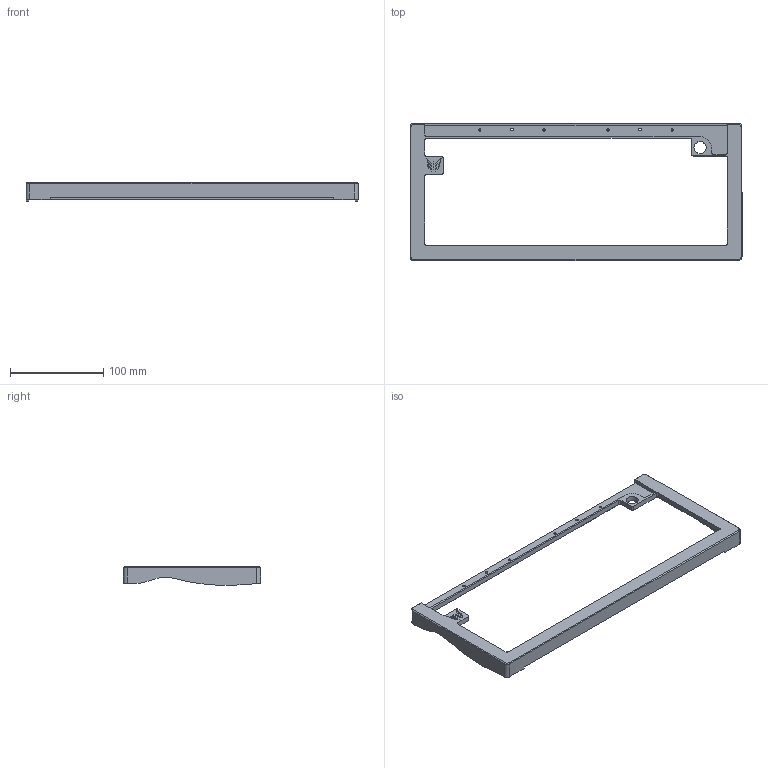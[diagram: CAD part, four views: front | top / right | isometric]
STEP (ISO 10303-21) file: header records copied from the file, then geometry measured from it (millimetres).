
FILE_DESCRIPTION (( 'STEP AP214' ), '1' );
FILE_NAME ('Orthonite87_Top_Housing.STEP', '2021-08-26T05:25:46', ( '' ), ( '' ), 'SwSTEP 2.0', 'SolidWorks 2021', '' );
FILE_SCHEMA (( 'AUTOMOTIVE_DESIGN' ));
Length unit declared in the file: millimetre
Products named in the file (1): Orthonite87_Top_Housing
Bounding box: 356.8 x 147.25 x 20.29 mm (x, y, z)
Volume: 132744.8 mm3; surface area: 67403 mm2
Topology: 1 solids, 1 shells, 233 faces, 1050 edges, 821 vertices
Faces by surface type: cylinder 116, plane 97, cone 20
Entity records: 11086 total; most frequent: CARTESIAN_POINT 2101, ORIENTED_EDGE 2068, DIRECTION 1730, EDGE_CURVE 1034, VERTEX_POINT 821, LINE 798, VECTOR 798, AXIS2_PLACEMENT_3D 466
